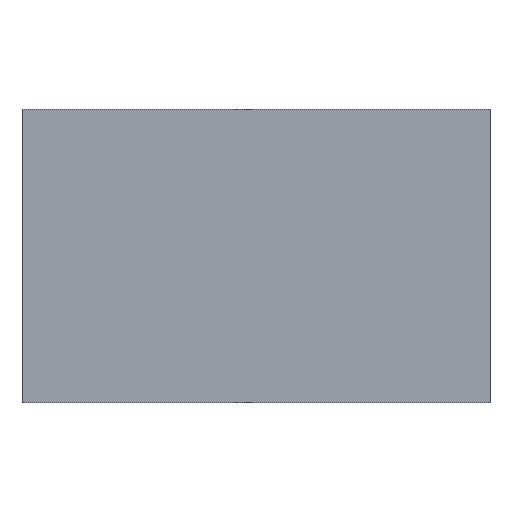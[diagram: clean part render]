
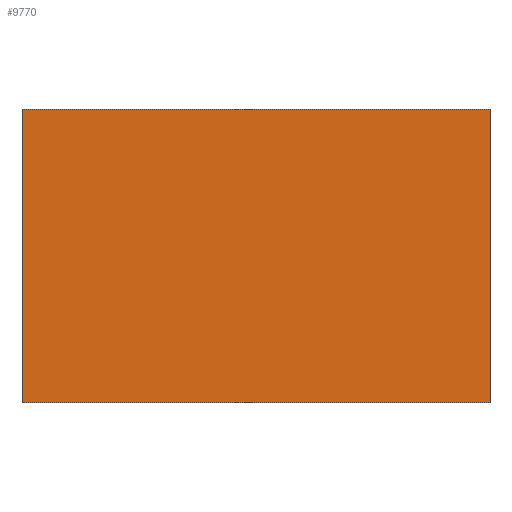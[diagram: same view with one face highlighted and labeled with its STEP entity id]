
A CAD part, front view. The second image highlights one B-rep face of the part: STEP entity #9770.
In plain terms, the highlighted planar face has unit normal (0, -1, 0).
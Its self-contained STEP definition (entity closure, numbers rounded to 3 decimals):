
#769=FACE_OUTER_BOUND('',#1304,.T.);
#1304=EDGE_LOOP('',(#8674,#8675,#8676,#8677));
#2647=LINE('',#16127,#3722);
#2649=LINE('',#16131,#3724);
#2651=LINE('',#16135,#3726);
#2653=LINE('',#16138,#3728);
#3722=VECTOR('',#13348,10.);
#3724=VECTOR('',#13352,10.);
#3726=VECTOR('',#13356,10.);
#3728=VECTOR('',#13360,10.);
#4615=VERTEX_POINT('',#16124);
#4616=VERTEX_POINT('',#16126);
#4617=VERTEX_POINT('',#16130);
#4618=VERTEX_POINT('',#16134);
#5961=EDGE_CURVE('',#4615,#4616,#2647,.T.);
#5963=EDGE_CURVE('',#4617,#4615,#2649,.T.);
#5965=EDGE_CURVE('',#4618,#4617,#2651,.T.);
#5967=EDGE_CURVE('',#4616,#4618,#2653,.T.);
#8674=ORIENTED_EDGE('',*,*,#5967,.F.);
#8675=ORIENTED_EDGE('',*,*,#5961,.F.);
#8676=ORIENTED_EDGE('',*,*,#5963,.F.);
#8677=ORIENTED_EDGE('',*,*,#5965,.F.);
#9047=PLANE('',#10678);
#9770=ADVANCED_FACE('',(#769),#9047,.T.);
#10678=AXIS2_PLACEMENT_3D('',#16147,#13373,#13374);
#13348=DIRECTION('',(0.,0.,-1.));
#13352=DIRECTION('',(1.,0.,0.));
#13356=DIRECTION('',(0.,0.,1.));
#13360=DIRECTION('',(-1.,0.,0.));
#13373=DIRECTION('center_axis',(0.,-1.,0.));
#13374=DIRECTION('ref_axis',(1.,0.,0.));
#16124=CARTESIAN_POINT('',(109.255,-70.593,34.3));
#16126=CARTESIAN_POINT('',(109.255,-70.593,-8.7));
#16127=CARTESIAN_POINT('',(109.255,-70.593,34.3));
#16130=CARTESIAN_POINT('',(40.755,-70.593,34.3));
#16131=CARTESIAN_POINT('',(40.755,-70.593,34.3));
#16134=CARTESIAN_POINT('',(40.755,-70.593,-8.7));
#16135=CARTESIAN_POINT('',(40.755,-70.593,-8.7));
#16138=CARTESIAN_POINT('',(109.255,-70.593,-8.7));
#16147=CARTESIAN_POINT('Origin',(75.005,-70.593,0.8));
